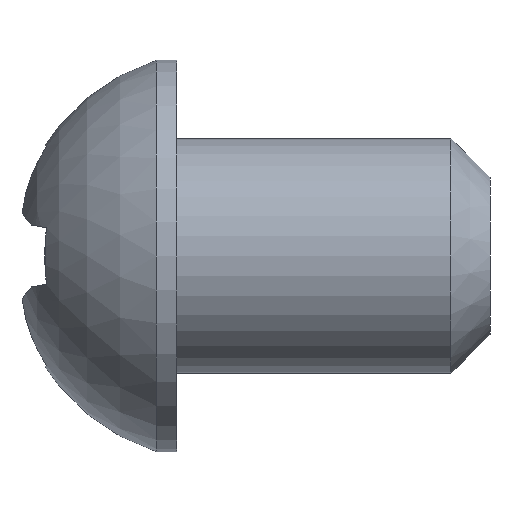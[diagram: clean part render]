
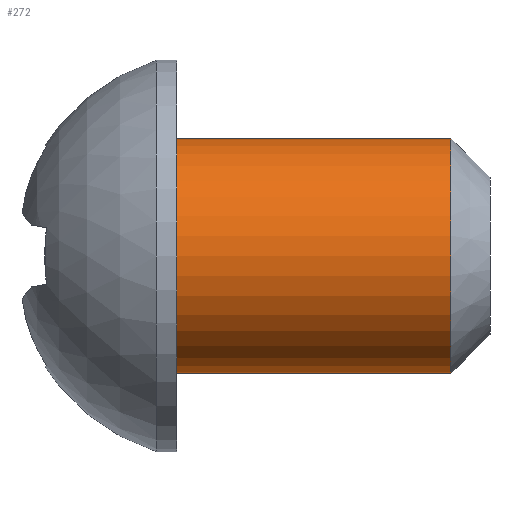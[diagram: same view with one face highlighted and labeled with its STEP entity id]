
A CAD part, front view. The second image highlights one B-rep face of the part: STEP entity #272.
In plain terms, the highlighted cylindrical face has radius 3 mm (diameter 6 mm), a full revolution.
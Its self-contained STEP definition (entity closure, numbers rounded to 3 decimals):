
#272=ADVANCED_FACE('',(#510,#512),#514,.T.);
#510=FACE_OUTER_BOUND('',#511,.T.);
#511=EDGE_LOOP('',(#662));
#512=FACE_OUTER_BOUND('',#513,.T.);
#513=EDGE_LOOP('',(#663));
#514=CYLINDRICAL_SURFACE('',#515,3.);
#515=AXIS2_PLACEMENT_3D('',#516,#517,#518);
#516=CARTESIAN_POINT('',(0.,0.,0.));
#517=DIRECTION('',(1.,0.,0.));
#518=DIRECTION('',(0.,0.,1.));
#662=ORIENTED_EDGE('',*,*,#731,.F.);
#663=ORIENTED_EDGE('',*,*,#730,.F.);
#730=EDGE_CURVE('',#839,#839,#840,.F.);
#731=EDGE_CURVE('',#841,#841,#842,.T.);
#839=VERTEX_POINT('',#1220);
#840=CIRCLE('',#1221,3.);
#841=VERTEX_POINT('',#1225);
#842=CIRCLE('',#1226,3.);
#1220=CARTESIAN_POINT('',(0.,0.,3.));
#1221=AXIS2_PLACEMENT_3D('',#1222,#1223,#1224);
#1222=CARTESIAN_POINT('',(0.,0.,0.));
#1223=DIRECTION('',(1.,0.,-0.));
#1224=DIRECTION('',(0.,0.,1.));
#1225=CARTESIAN_POINT('',(7.,0.,3.));
#1226=AXIS2_PLACEMENT_3D('',#1227,#1228,#1229);
#1227=CARTESIAN_POINT('',(7.,0.,0.));
#1228=DIRECTION('',(1.,0.,-0.));
#1229=DIRECTION('',(0.,0.,1.));
